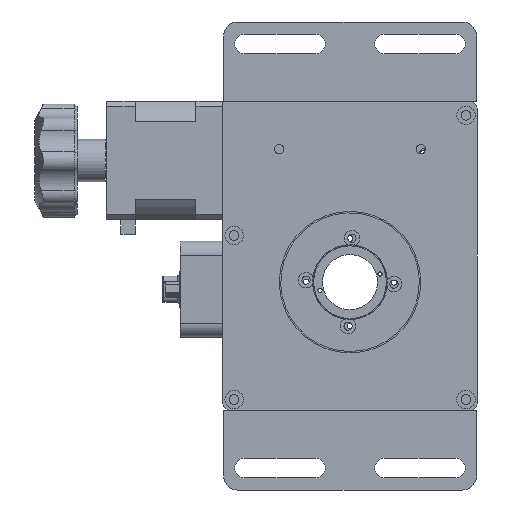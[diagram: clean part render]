
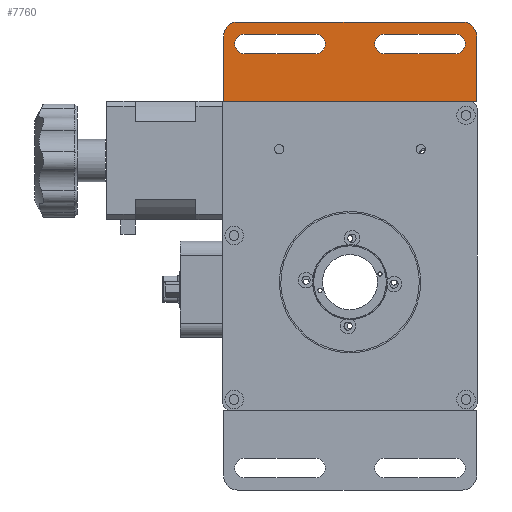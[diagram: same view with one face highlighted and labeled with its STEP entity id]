
A CAD part, front view. The second image highlights one B-rep face of the part: STEP entity #7760.
In plain terms, the highlighted planar face has unit normal (0, -1, 0).
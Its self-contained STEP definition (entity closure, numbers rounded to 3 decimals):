
#1214 = EDGE_CURVE ( 'NONE', #106318, #81160, #6076, .T. ) ;
#1616 = ORIENTED_EDGE ( 'NONE', *, *, #99934, .F. ) ;
#1844 = AXIS2_PLACEMENT_3D ( 'NONE', #97183, #45956, #105664 ) ;
#2378 = AXIS2_PLACEMENT_3D ( 'NONE', #99527, #48308, #108036 ) ;
#2908 = EDGE_CURVE ( 'NONE', #77757, #106318, #85672, .T. ) ;
#6076 = LINE ( 'NONE', #100752, #71472 ) ;
#6228 = VERTEX_POINT ( 'NONE', #32916 ) ;
#6552 = EDGE_CURVE ( 'NONE', #56953, #81160, #7328, .T. ) ;
#7328 = LINE ( 'NONE', #21595, #67376 ) ;
#7760 = ADVANCED_FACE ( 'NONE', ( #101990, #13726, #79235 ), #62716, .F. ) ;
#7994 = CARTESIAN_POINT ( 'NONE',  ( 37.25, 0., 87.75 ) ) ;
#8410 = ORIENTED_EDGE ( 'NONE', *, *, #99841, .F. ) ;
#9034 = CARTESIAN_POINT ( 'NONE',  ( 37.25, 0., 80.75 ) ) ;
#9074 = CARTESIAN_POINT ( 'NONE',  ( -12.25, 0., 84.25 ) ) ;
#9665 = ORIENTED_EDGE ( 'NONE', *, *, #86806, .F. ) ;
#9932 = CARTESIAN_POINT ( 'NONE',  ( 44.75, 0., 87.75 ) ) ;
#10041 = EDGE_CURVE ( 'NONE', #55874, #89383, #103702, .T. ) ;
#11635 = LINE ( 'NONE', #48738, #54370 ) ;
#12458 = DIRECTION ( 'NONE',  ( 0., 1., 0. ) ) ;
#12564 = ORIENTED_EDGE ( 'NONE', *, *, #71747, .T. ) ;
#12744 = ORIENTED_EDGE ( 'NONE', *, *, #6552, .F. ) ;
#13562 = DIRECTION ( 'NONE',  ( 0., -1., 0. ) ) ;
#13726 = FACE_BOUND ( 'NONE', #30453, .T. ) ;
#14106 = DIRECTION ( 'NONE',  ( 0., 0., -1. ) ) ;
#14386 = AXIS2_PLACEMENT_3D ( 'NONE', #41843, #101632, #50420 ) ;
#17598 = DIRECTION ( 'NONE',  ( 1., 0., 0. ) ) ;
#18106 = CIRCLE ( 'NONE', #14386, 3.5 ) ;
#18581 = EDGE_CURVE ( 'NONE', #70682, #77757, #36443, .T. ) ;
#19058 = VECTOR ( 'NONE', #104745, 1000. ) ;
#19292 = CARTESIAN_POINT ( 'NONE',  ( -12.25, 0., 87.75 ) ) ;
#21595 = CARTESIAN_POINT ( 'NONE',  ( 44.75, 0., 64. ) ) ;
#21658 = ORIENTED_EDGE ( 'NONE', *, *, #2908, .T. ) ;
#23350 = DIRECTION ( 'NONE',  ( 0., 0., -1. ) ) ;
#23869 = CARTESIAN_POINT ( 'NONE',  ( -37.25, 0., 80.75 ) ) ;
#25160 = ORIENTED_EDGE ( 'NONE', *, *, #18581, .T. ) ;
#28945 = LINE ( 'NONE', #40919, #94511 ) ;
#30229 = DIRECTION ( 'NONE',  ( -1., 0., 0. ) ) ;
#30453 = EDGE_LOOP ( 'NONE', ( #64167, #73279, #49658, #68793, #35379 ) ) ;
#32322 = DIRECTION ( 'NONE',  ( -1., 0., 0. ) ) ;
#32633 = VERTEX_POINT ( 'NONE', #23869 ) ;
#32916 = CARTESIAN_POINT ( 'NONE',  ( 44.75, 0., 87. ) ) ;
#34528 = CARTESIAN_POINT ( 'NONE',  ( 44.75, 0., 64. ) ) ;
#35379 = ORIENTED_EDGE ( 'NONE', *, *, #80549, .T. ) ;
#35622 = CARTESIAN_POINT ( 'NONE',  ( 37.25, 0., 84.25 ) ) ;
#36443 = LINE ( 'NONE', #58095, #109931 ) ;
#37843 = CARTESIAN_POINT ( 'NONE',  ( 12.25, 0., 80.75 ) ) ;
#39048 = VERTEX_POINT ( 'NONE', #19292 ) ;
#40919 = CARTESIAN_POINT ( 'NONE',  ( 44.75, 0., 87.75 ) ) ;
#41843 = CARTESIAN_POINT ( 'NONE',  ( -12.25, 0., 84.25 ) ) ;
#43275 = EDGE_CURVE ( 'NONE', #96191, #69637, #91376, .T. ) ;
#44115 = CARTESIAN_POINT ( 'NONE',  ( 12.25, 0., 87.75 ) ) ;
#44180 = DIRECTION ( 'NONE',  ( 1., 0., 0. ) ) ;
#45956 = DIRECTION ( 'NONE',  ( 0., 1., 0. ) ) ;
#45991 = CARTESIAN_POINT ( 'NONE',  ( 12.25, 0., 84.25 ) ) ;
#48217 = CARTESIAN_POINT ( 'NONE',  ( 44.75, 0., 80.75 ) ) ;
#48308 = DIRECTION ( 'NONE',  ( 0., -1., 0. ) ) ;
#48517 = CARTESIAN_POINT ( 'NONE',  ( -37.25, 0., 87.75 ) ) ;
#48738 = CARTESIAN_POINT ( 'NONE',  ( 44.75, 0., 80.75 ) ) ;
#49174 = AXIS2_PLACEMENT_3D ( 'NONE', #64696, #13562, #73333 ) ;
#49658 = ORIENTED_EDGE ( 'NONE', *, *, #101404, .T. ) ;
#50176 = VERTEX_POINT ( 'NONE', #75697 ) ;
#50420 = DIRECTION ( 'NONE',  ( 1., 0., 0. ) ) ;
#52073 = EDGE_LOOP ( 'NONE', ( #25160, #21658, #72564, #12744, #95209, #12564 ) ) ;
#54370 = VECTOR ( 'NONE', #65893, 1000. ) ;
#54595 = DIRECTION ( 'NONE',  ( 1., 0., 0. ) ) ;
#54835 = CIRCLE ( 'NONE', #96641, 3.5 ) ;
#54928 = DIRECTION ( 'NONE',  ( 1., 0., 0. ) ) ;
#55874 = VERTEX_POINT ( 'NONE', #9034 ) ;
#56030 = CARTESIAN_POINT ( 'NONE',  ( -8.75, 0., 84.25 ) ) ;
#56712 = CARTESIAN_POINT ( 'NONE',  ( 44.75, 0., 92. ) ) ;
#56816 = DIRECTION ( 'NONE',  ( -1., 0., 0. ) ) ;
#56851 = VECTOR ( 'NONE', #14106, 1000. ) ;
#56953 = VERTEX_POINT ( 'NONE', #34528 ) ;
#56985 = ORIENTED_EDGE ( 'NONE', *, *, #10041, .F. ) ;
#58095 = CARTESIAN_POINT ( 'NONE',  ( 44.75, 0., 92. ) ) ;
#59211 = AXIS2_PLACEMENT_3D ( 'NONE', #35622, #95421, #44180 ) ;
#61087 = CARTESIAN_POINT ( 'NONE',  ( 40.75, 0., 84.25 ) ) ;
#61738 = AXIS2_PLACEMENT_3D ( 'NONE', #63578, #12458, #72194 ) ;
#61822 = EDGE_CURVE ( 'NONE', #39048, #96328, #18106, .T. ) ;
#62716 = PLANE ( 'NONE',  #1844 ) ;
#63454 = DIRECTION ( 'NONE',  ( 0., -1., 0. ) ) ;
#63578 = CARTESIAN_POINT ( 'NONE',  ( -37.25, 0., 84.25 ) ) ;
#64167 = ORIENTED_EDGE ( 'NONE', *, *, #103156, .T. ) ;
#64522 = LINE ( 'NONE', #9932, #19058 ) ;
#64696 = CARTESIAN_POINT ( 'NONE',  ( 37.25, 0., 84.25 ) ) ;
#65893 = DIRECTION ( 'NONE',  ( 1., 0., 0. ) ) ;
#66628 = DIRECTION ( 'NONE',  ( -1., 0., 0. ) ) ;
#67376 = VECTOR ( 'NONE', #30229, 1000. ) ;
#67975 = VECTOR ( 'NONE', #56816, 1000. ) ;
#68771 = DIRECTION ( 'NONE',  ( 0., 1., 0. ) ) ;
#68793 = ORIENTED_EDGE ( 'NONE', *, *, #61822, .T. ) ;
#69637 = VERTEX_POINT ( 'NONE', #37843 ) ;
#69985 = CARTESIAN_POINT ( 'NONE',  ( -44.75, 0., 64. ) ) ;
#70682 = VERTEX_POINT ( 'NONE', #87438 ) ;
#71472 = VECTOR ( 'NONE', #23350, 1000. ) ;
#71526 = CIRCLE ( 'NONE', #61738, 3.5 ) ;
#71747 = EDGE_CURVE ( 'NONE', #6228, #70682, #102628, .T. ) ;
#72080 = CARTESIAN_POINT ( 'NONE',  ( -39.75, 0., 87. ) ) ;
#72194 = DIRECTION ( 'NONE',  ( 1., 0., 0. ) ) ;
#72564 = ORIENTED_EDGE ( 'NONE', *, *, #1214, .T. ) ;
#72720 = EDGE_CURVE ( 'NONE', #6228, #56953, #79566, .T. ) ;
#73279 = ORIENTED_EDGE ( 'NONE', *, *, #83332, .T. ) ;
#73333 = DIRECTION ( 'NONE',  ( 1., 0., 0. ) ) ;
#75697 = CARTESIAN_POINT ( 'NONE',  ( -12.25, 0., 80.75 ) ) ;
#77638 = AXIS2_PLACEMENT_3D ( 'NONE', #72080, #63454, #54928 ) ;
#77757 = VERTEX_POINT ( 'NONE', #80500 ) ;
#79235 = FACE_BOUND ( 'NONE', #83593, .T. ) ;
#79566 = LINE ( 'NONE', #56712, #56851 ) ;
#80500 = CARTESIAN_POINT ( 'NONE',  ( -39.75, 0., 92. ) ) ;
#80549 = EDGE_CURVE ( 'NONE', #96328, #50176, #54835, .T. ) ;
#81160 = VERTEX_POINT ( 'NONE', #69985 ) ;
#81618 = ORIENTED_EDGE ( 'NONE', *, *, #43275, .F. ) ;
#83332 = EDGE_CURVE ( 'NONE', #32633, #99323, #71526, .T. ) ;
#83593 = EDGE_LOOP ( 'NONE', ( #56985, #8410, #81618, #1616, #9665 ) ) ;
#85386 = LINE ( 'NONE', #48217, #67975 ) ;
#85672 = CIRCLE ( 'NONE', #77638, 5. ) ;
#86806 = EDGE_CURVE ( 'NONE', #89383, #94876, #87834, .T. ) ;
#87438 = CARTESIAN_POINT ( 'NONE',  ( 39.75, 0., 92. ) ) ;
#87834 = CIRCLE ( 'NONE', #49174, 3.5 ) ;
#89383 = VERTEX_POINT ( 'NONE', #61087 ) ;
#91376 = CIRCLE ( 'NONE', #106092, 3.5 ) ;
#94511 = VECTOR ( 'NONE', #32322, 1000. ) ;
#94876 = VERTEX_POINT ( 'NONE', #7994 ) ;
#95209 = ORIENTED_EDGE ( 'NONE', *, *, #72720, .F. ) ;
#95421 = DIRECTION ( 'NONE',  ( 0., -1., 0. ) ) ;
#96191 = VERTEX_POINT ( 'NONE', #44115 ) ;
#96328 = VERTEX_POINT ( 'NONE', #56030 ) ;
#96627 = CARTESIAN_POINT ( 'NONE',  ( -44.75, 0., 87. ) ) ;
#96641 = AXIS2_PLACEMENT_3D ( 'NONE', #9074, #68771, #17598 ) ;
#97183 = CARTESIAN_POINT ( 'NONE',  ( 44.75, 0., 92. ) ) ;
#99323 = VERTEX_POINT ( 'NONE', #48517 ) ;
#99527 = CARTESIAN_POINT ( 'NONE',  ( 39.75, 0., 87. ) ) ;
#99841 = EDGE_CURVE ( 'NONE', #69637, #55874, #11635, .T. ) ;
#99934 = EDGE_CURVE ( 'NONE', #94876, #96191, #28945, .T. ) ;
#100752 = CARTESIAN_POINT ( 'NONE',  ( -44.75, 0., 92. ) ) ;
#101404 = EDGE_CURVE ( 'NONE', #99323, #39048, #64522, .T. ) ;
#101632 = DIRECTION ( 'NONE',  ( 0., 1., 0. ) ) ;
#101990 = FACE_OUTER_BOUND ( 'NONE', #52073, .T. ) ;
#102628 = CIRCLE ( 'NONE', #2378, 5. ) ;
#103156 = EDGE_CURVE ( 'NONE', #50176, #32633, #85386, .T. ) ;
#103702 = CIRCLE ( 'NONE', #59211, 3.5 ) ;
#104745 = DIRECTION ( 'NONE',  ( 1., 0., 0. ) ) ;
#105664 = DIRECTION ( 'NONE',  ( 1., 0., 0. ) ) ;
#105696 = DIRECTION ( 'NONE',  ( 0., -1., 0. ) ) ;
#106092 = AXIS2_PLACEMENT_3D ( 'NONE', #45991, #105696, #54595 ) ;
#106318 = VERTEX_POINT ( 'NONE', #96627 ) ;
#108036 = DIRECTION ( 'NONE',  ( 1., 0., 0. ) ) ;
#109931 = VECTOR ( 'NONE', #66628, 1000. ) ;
